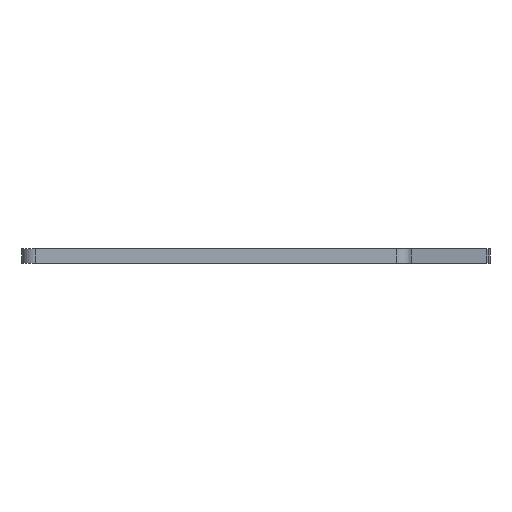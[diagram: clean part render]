
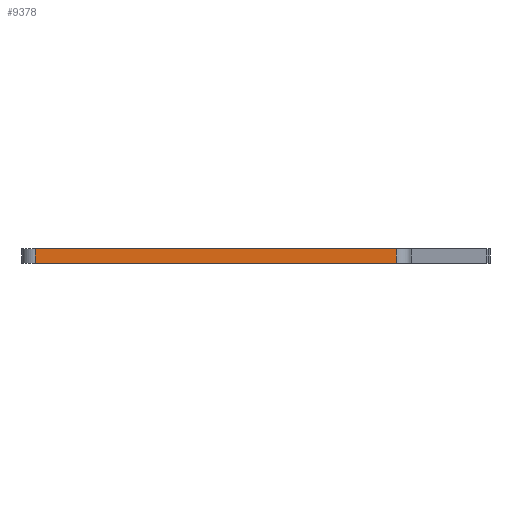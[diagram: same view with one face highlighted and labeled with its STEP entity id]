
A CAD part, left-side view. The second image highlights one B-rep face of the part: STEP entity #9378.
In plain terms, the highlighted planar face has unit normal (-1, 0, 0).
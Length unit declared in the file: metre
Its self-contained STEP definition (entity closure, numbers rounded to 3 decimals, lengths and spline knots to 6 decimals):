
#2728=ORIENTED_EDGE('',*,*,#4056,.T.);
#2729=ORIENTED_EDGE('',*,*,#3328,.T.);
#2730=ORIENTED_EDGE('',*,*,#4057,.F.);
#2731=ORIENTED_EDGE('',*,*,#3176,.F.);
#3176=EDGE_CURVE('',#4495,#4496,#5328,.T.);
#3328=EDGE_CURVE('',#4648,#4647,#5473,.T.);
#4056=EDGE_CURVE('',#4495,#4648,#6191,.T.);
#4057=EDGE_CURVE('',#4496,#4647,#6192,.T.);
#4495=VERTEX_POINT('',#13055);
#4496=VERTEX_POINT('',#13057);
#4647=VERTEX_POINT('',#13360);
#4648=VERTEX_POINT('',#13362);
#5328=LINE('',#13056,#6580);
#5473=LINE('',#13361,#6725);
#6191=LINE('',#14826,#7443);
#6192=LINE('',#14828,#7444);
#6580=VECTOR('',#10275,1.);
#6725=VECTOR('',#10436,1.);
#7443=VECTOR('',#12052,1.);
#7444=VECTOR('',#12055,1.);
#7973=EDGE_LOOP('',(#2728,#2729,#2730,#2731));
#8503=FACE_BOUND('',#7973,.T.);
#8934=PLANE('',#9862);
#9378=ADVANCED_FACE('',(#8503),#8934,.F.);
#9862=AXIS2_PLACEMENT_3D('',#14827,#12053,#12054);
#10275=DIRECTION('',(0.,1.,0.));
#10436=DIRECTION('',(0.,1.,0.));
#12052=DIRECTION('',(0.,0.,1.));
#12053=DIRECTION('',(1.,0.,0.));
#12054=DIRECTION('',(0.,0.,-1.));
#12055=DIRECTION('',(0.,0.,1.));
#13055=CARTESIAN_POINT('',(-0.19387,-0.039376,0.));
#13056=CARTESIAN_POINT('',(-0.19387,-0.000576,0.));
#13057=CARTESIAN_POINT('',(-0.19387,0.062231,0.));
#13360=CARTESIAN_POINT('',(-0.19387,0.062231,0.004));
#13361=CARTESIAN_POINT('',(-0.19387,0.011427,0.004));
#13362=CARTESIAN_POINT('',(-0.19387,-0.039376,0.004));
#14826=CARTESIAN_POINT('',(-0.19387,-0.039376,-0.219779));
#14827=CARTESIAN_POINT('',(-0.19387,0.011427,-0.219779));
#14828=CARTESIAN_POINT('',(-0.19387,0.062231,-0.219779));
